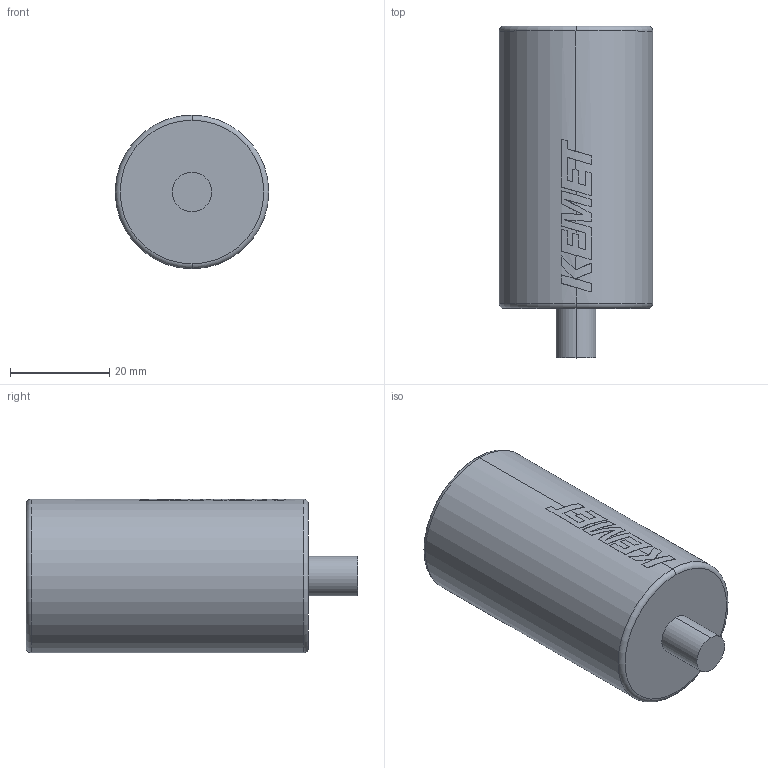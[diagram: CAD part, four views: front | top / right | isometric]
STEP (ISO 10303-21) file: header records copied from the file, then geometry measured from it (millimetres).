
FILE_DESCRIPTION (( 'STEP AP214' ), '1' );
FILE_NAME ('CFM_KC28P_30X55_D31L57.STEP', '2018-03-09T14:45:07', ( '' ), ( '' ), 'SwSTEP 2.0', 'SolidWorks 2014', '' );
FILE_SCHEMA (( 'AUTOMOTIVE_DESIGN' ));
Length unit declared in the file: millimetre
Products named in the file (1): CFM_KC28P_30X55_D31L57
Bounding box: 31 x 67 x 31.01 mm (x, y, z)
Volume: 42339.2 mm3; surface area: 7399 mm2
Topology: 1 solids, 1 shells, 76 faces, 212 edges, 140 vertices
Faces by surface type: bspline 31, plane 26, cylinder 15, torus 4
Entity records: 2893 total; most frequent: CARTESIAN_POINT 1019, ORIENTED_EDGE 424, EDGE_CURVE 212, DIRECTION 193, VERTEX_POINT 140, B_SPLINE_CURVE_WITH_KNOTS 131, EDGE_LOOP 78, ADVANCED_FACE 76
